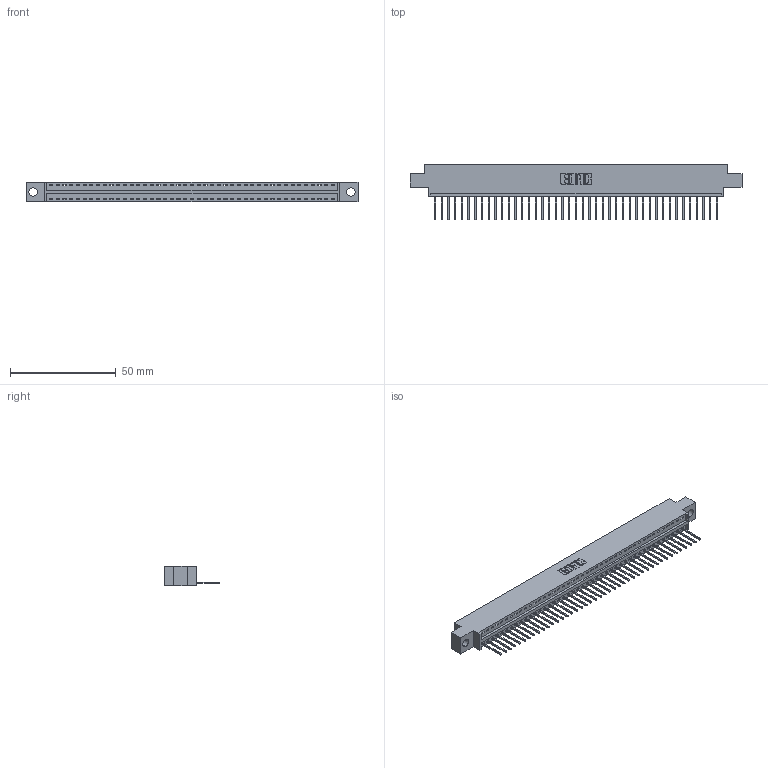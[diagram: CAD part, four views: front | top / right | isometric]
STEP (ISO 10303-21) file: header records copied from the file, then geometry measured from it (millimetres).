
FILE_DESCRIPTION (( 'STEP AP203' ), '1' );
FILE_NAME ('346-043-522-604.STEP', '2022-05-09T15:37:25', ( '' ), ( '' ), 'SwSTEP 2.0', 'SolidWorks 2020', '' );
FILE_SCHEMA (( 'CONFIG_CONTROL_DESIGN' ));
Length unit declared in the file: inch
Products named in the file (3): 346-043-522-604; 346 Part_0.170 Offset - 0.156 Dia-TH; 345-292-001_345-293-122
Assembly tree (44 placements, depth 2):
  346-043-522-604
    346 Part_0.170 Offset - 0.156 Dia-TH
    345-292-001_345-293-122  x43
Bounding box: 157.1 x 26.42 x 9.4 mm (x, y, z)
Volume: 14789.6 mm3; surface area: 18651.7 mm2
Topology: 44 solids, 44 shells, 2634 faces, 7945 edges, 5238 vertices
Faces by surface type: plane 1814, cylinder 820
Entity records: 27121 total; most frequent: CARTESIAN_POINT 4659, ORIENTED_EDGE 4634, DIRECTION 4107, EDGE_CURVE 2317, VECTOR 2013, LINE 2013, VERTEX_POINT 1542, AXIS2_PLACEMENT_3D 1047
